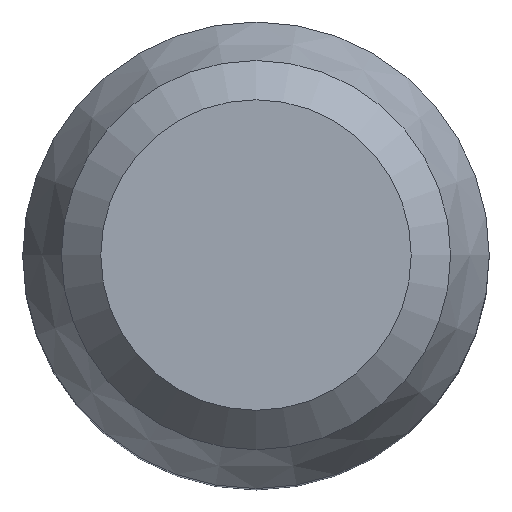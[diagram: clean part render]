
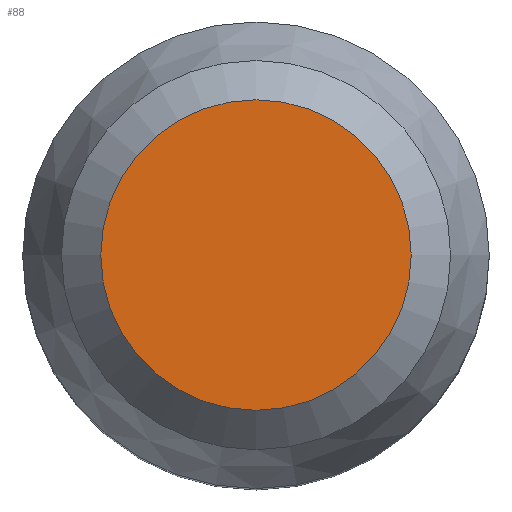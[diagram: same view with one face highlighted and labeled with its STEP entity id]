
A CAD part, top view. The second image highlights one B-rep face of the part: STEP entity #88.
In plain terms, the highlighted planar face has unit normal (0, 0, 1).
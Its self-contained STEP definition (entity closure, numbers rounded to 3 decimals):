
#43=PLANE('',#774);
#53=FACE_OUTER_BOUND('',#155,.T.);
#88=ADVANCED_FACE('',(#53),#43,.F.);
#155=EDGE_LOOP('',(#229));
#229=ORIENTED_EDGE('',*,*,#298,.T.);
#261=VERTEX_POINT('',#1092);
#298=EDGE_CURVE('',#261,#261,#315,.T.);
#315=CIRCLE('',#773,1.705);
#773=AXIS2_PLACEMENT_3D('',#1091,#920,#921);
#774=AXIS2_PLACEMENT_3D('',#1093,#922,#923);
#920=DIRECTION('',(0.,0.,1.));
#921=DIRECTION('',(-1.,0.,0.));
#922=DIRECTION('',(0.,0.,-1.));
#923=DIRECTION('',(-1.,0.,0.));
#1091=CARTESIAN_POINT('',(0.,0.,70.1));
#1092=CARTESIAN_POINT('',(-1.705,0.,70.1));
#1093=CARTESIAN_POINT('',(-10.5,0.,70.1));
